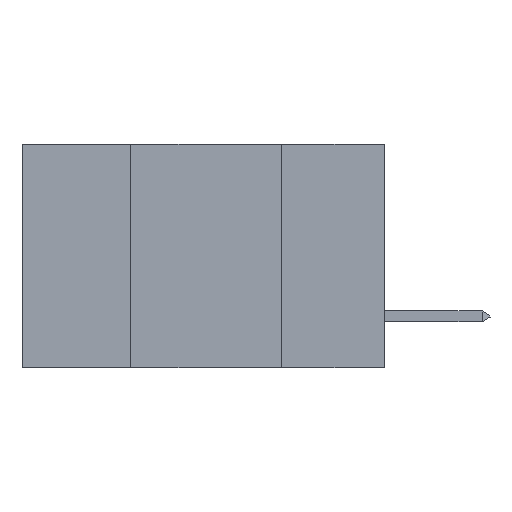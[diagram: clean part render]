
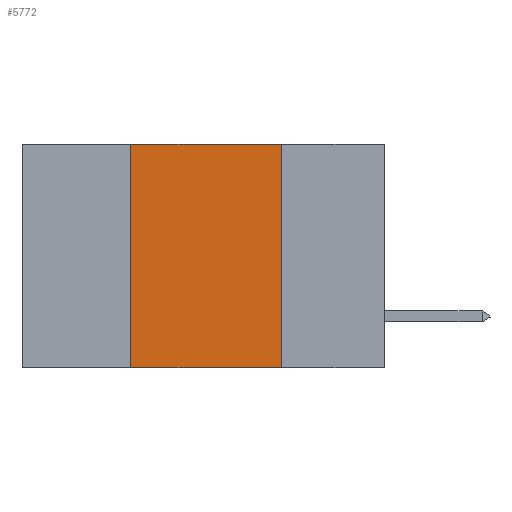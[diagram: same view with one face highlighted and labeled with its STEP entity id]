
A CAD part, left-side view. The second image highlights one B-rep face of the part: STEP entity #5772.
In plain terms, the highlighted planar face has unit normal (-1, 0, 0).
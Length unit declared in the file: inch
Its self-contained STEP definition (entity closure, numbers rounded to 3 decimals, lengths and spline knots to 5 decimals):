
#169 = VECTOR ( 'NONE', #9808, 39.37008 ) ;
#775 = CARTESIAN_POINT ( 'NONE',  ( 0., 0.17, 0. ) ) ;
#881 = CARTESIAN_POINT ( 'NONE',  ( 0., 0.6, 0. ) ) ;
#1969 = VECTOR ( 'NONE', #4510, 39.37008 ) ;
#2203 = FACE_OUTER_BOUND ( 'NONE', #3793, .T. ) ;
#2884 = LINE ( 'NONE', #8394, #1969 ) ;
#2977 = VERTEX_POINT ( 'NONE', #11864 ) ;
#3650 = EDGE_CURVE ( 'NONE', #10746, #2977, #10638, .T. ) ;
#3793 = EDGE_LOOP ( 'NONE', ( #10865, #7083, #10849, #6653 ) ) ;
#4448 = DIRECTION ( 'NONE',  ( 0., 0., -1. ) ) ;
#4491 = VERTEX_POINT ( 'NONE', #12074 ) ;
#4510 = DIRECTION ( 'NONE',  ( 0., 0., 1. ) ) ;
#4617 = LINE ( 'NONE', #881, #169 ) ;
#5233 = CARTESIAN_POINT ( 'NONE',  ( 0., 0.17, 0. ) ) ;
#5772 = ADVANCED_FACE ( 'NONE', ( #2203 ), #8234, .F. ) ;
#6653 = ORIENTED_EDGE ( 'NONE', *, *, #7307, .T. ) ;
#6987 = EDGE_CURVE ( 'NONE', #4491, #10746, #4617, .T. ) ;
#7083 = ORIENTED_EDGE ( 'NONE', *, *, #6987, .F. ) ;
#7276 = VECTOR ( 'NONE', #4448, 39.37008 ) ;
#7307 = EDGE_CURVE ( 'NONE', #9940, #2977, #10398, .T. ) ;
#7419 = DIRECTION ( 'NONE',  ( 1., 0., 0. ) ) ;
#8234 = PLANE ( 'NONE',  #8767 ) ;
#8394 = CARTESIAN_POINT ( 'NONE',  ( 0., 0.42, 0. ) ) ;
#8592 = EDGE_CURVE ( 'NONE', #9940, #4491, #2884, .T. ) ;
#8767 = AXIS2_PLACEMENT_3D ( 'NONE', #12297, #7419, #9373 ) ;
#9373 = DIRECTION ( 'NONE',  ( 0., 0., -1. ) ) ;
#9808 = DIRECTION ( 'NONE',  ( 0., -1., 0. ) ) ;
#9940 = VERTEX_POINT ( 'NONE', #11030 ) ;
#10098 = DIRECTION ( 'NONE',  ( 0., -1., 0. ) ) ;
#10245 = VECTOR ( 'NONE', #10098, 39.37008 ) ;
#10398 = LINE ( 'NONE', #12042, #10245 ) ;
#10638 = LINE ( 'NONE', #5233, #7276 ) ;
#10746 = VERTEX_POINT ( 'NONE', #775 ) ;
#10849 = ORIENTED_EDGE ( 'NONE', *, *, #8592, .F. ) ;
#10865 = ORIENTED_EDGE ( 'NONE', *, *, #3650, .F. ) ;
#11030 = CARTESIAN_POINT ( 'NONE',  ( 0., 0.42, -0.37 ) ) ;
#11864 = CARTESIAN_POINT ( 'NONE',  ( 0., 0.17, -0.37 ) ) ;
#12042 = CARTESIAN_POINT ( 'NONE',  ( 0., 0.6, -0.37 ) ) ;
#12074 = CARTESIAN_POINT ( 'NONE',  ( 0., 0.42, 0. ) ) ;
#12297 = CARTESIAN_POINT ( 'NONE',  ( 0., 0.6, 0. ) ) ;
